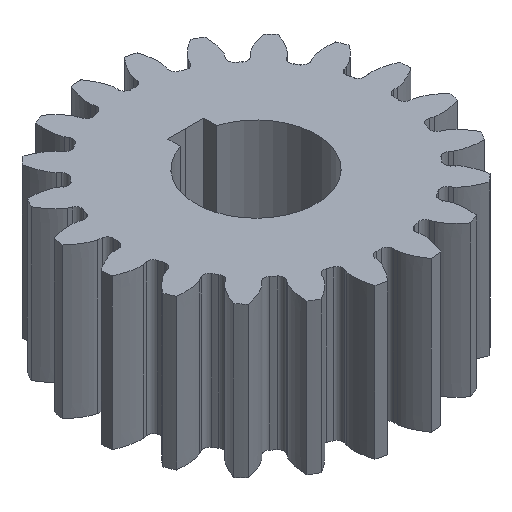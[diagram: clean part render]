
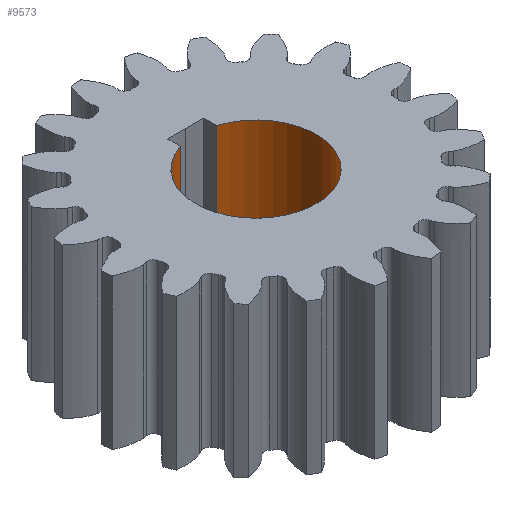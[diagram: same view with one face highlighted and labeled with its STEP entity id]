
A CAD part, isometric view. The second image highlights one B-rep face of the part: STEP entity #9573.
In plain terms, the highlighted cylindrical face has radius 20 mm (diameter 40 mm), a partial arc.
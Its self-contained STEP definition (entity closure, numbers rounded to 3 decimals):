
#9319=CARTESIAN_POINT('Vertex',(6.,19.079,50.)) ;
#9322=CARTESIAN_POINT('Axis2P3D Location',(0.,0.,50.)) ;
#9326=CARTESIAN_POINT('Vertex',(-6.,19.079,50.)) ;
#9515=CARTESIAN_POINT('Vertex',(-6.,19.079,0.)) ;
#9518=CARTESIAN_POINT('Axis2P3D Location',(0.,0.,0.)) ;
#9522=CARTESIAN_POINT('Vertex',(6.,19.079,0.)) ;
#9552=CARTESIAN_POINT('Axis2P3D Location',(0.,0.,25.)) ;
#9557=CARTESIAN_POINT('Line Origine',(-6.,19.079,25.)) ;
#9562=CARTESIAN_POINT('Line Origine',(6.,19.079,25.)) ;
#9323=DIRECTION('Axis2P3D Direction',(0.,0.,1.)) ;
#9519=DIRECTION('Axis2P3D Direction',(0.,0.,1.)) ;
#9553=DIRECTION('Axis2P3D Direction',(0.,0.,1.)) ;
#9554=DIRECTION('Axis2P3D XDirection',(-0.3,0.954,0.)) ;
#9558=DIRECTION('Vector Direction',(0.,0.,1.)) ;
#9563=DIRECTION('Vector Direction',(0.,0.,1.)) ;
#9324=AXIS2_PLACEMENT_3D('Circle Axis2P3D',#9322,#9323,$) ;
#9520=AXIS2_PLACEMENT_3D('Circle Axis2P3D',#9518,#9519,$) ;
#9555=AXIS2_PLACEMENT_3D('Cylinder Axis2P3D',#9552,#9553,#9554) ;
#9568=ORIENTED_EDGE('',*,*,#9561,.F.) ;
#9569=ORIENTED_EDGE('',*,*,#9328,.T.) ;
#9570=ORIENTED_EDGE('',*,*,#9566,.T.) ;
#9571=ORIENTED_EDGE('',*,*,#9524,.F.) ;
#9559=VECTOR('Line Direction',#9558,1.) ;
#9564=VECTOR('Line Direction',#9563,1.) ;
#9573=ADVANCED_FACE('PartBody',(#9572),#9556,.F.) ;
#9325=CIRCLE('generated circle',#9324,20.) ;
#9521=CIRCLE('generated circle',#9520,20.) ;
#9556=CYLINDRICAL_SURFACE('generated cylinder',#9555,20.) ;
#9328=EDGE_CURVE('',#9327,#9320,#9325,.T.) ;
#9524=EDGE_CURVE('',#9516,#9523,#9521,.T.) ;
#9561=EDGE_CURVE('',#9327,#9516,#9560,.F.) ;
#9566=EDGE_CURVE('',#9320,#9523,#9565,.F.) ;
#9567=EDGE_LOOP('',(#9568,#9569,#9570,#9571)) ;
#9572=FACE_OUTER_BOUND('',#9567,.T.) ;
#9560=LINE('Line',#9557,#9559) ;
#9565=LINE('Line',#9562,#9564) ;
#9320=VERTEX_POINT('',#9319) ;
#9327=VERTEX_POINT('',#9326) ;
#9516=VERTEX_POINT('',#9515) ;
#9523=VERTEX_POINT('',#9522) ;
